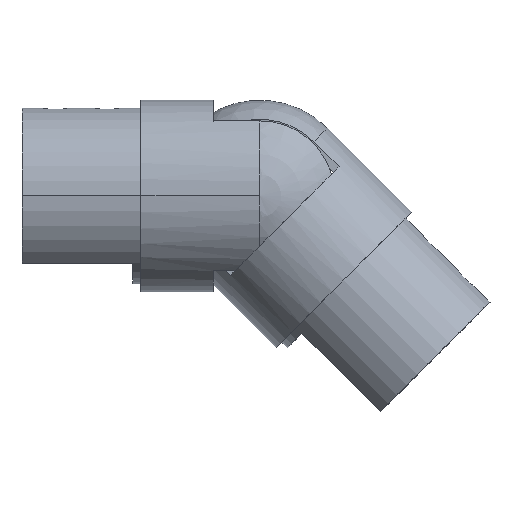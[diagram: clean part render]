
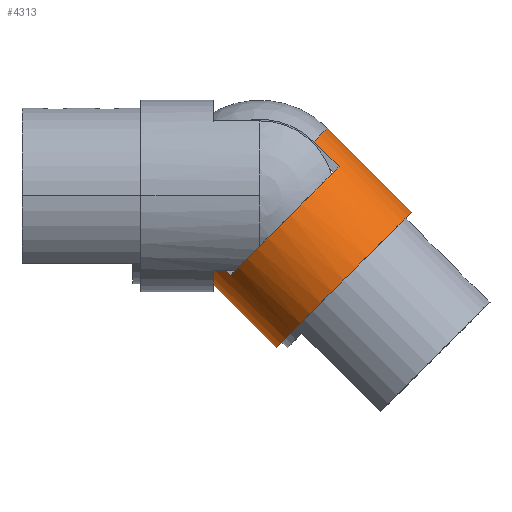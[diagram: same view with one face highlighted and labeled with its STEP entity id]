
A CAD part, top view. The second image highlights one B-rep face of the part: STEP entity #4313.
In plain terms, the highlighted cylindrical face has radius 24.15 mm (diameter 48.3 mm), a partial arc.
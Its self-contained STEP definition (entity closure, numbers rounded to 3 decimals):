
#100 = DIRECTION ( 'NONE',  ( -0.707, 0.707, 0. ) ) ;
#180 = EDGE_CURVE ( 'NONE', #3797, #4792, #1511, .T. ) ;
#266 = CARTESIAN_POINT ( 'NONE',  ( 17.077, 17.077, 0. ) ) ;
#289 = ORIENTED_EDGE ( 'NONE', *, *, #1682, .T. ) ;
#355 = CIRCLE ( 'NONE', #2181, 24.15 ) ;
#632 = CARTESIAN_POINT ( 'NONE',  ( 38.29, -4.137, 0. ) ) ;
#648 = ORIENTED_EDGE ( 'NONE', *, *, #1421, .T. ) ;
#763 = CARTESIAN_POINT ( 'NONE',  ( -7.317, -19.995, 14.5 ) ) ;
#1003 = LINE ( 'NONE', #3505, #2202 ) ;
#1021 = VECTOR ( 'NONE', #5245, 1000. ) ;
#1203 = DIRECTION ( 'NONE',  ( -0.707, -0.707, 0. ) ) ;
#1351 = ORIENTED_EDGE ( 'NONE', *, *, #5808, .T. ) ;
#1421 = EDGE_CURVE ( 'NONE', #3878, #5403, #6704, .T. ) ;
#1511 = CIRCLE ( 'NONE', #6524, 24.15 ) ;
#1520 = AXIS2_PLACEMENT_3D ( 'NONE', #6164, #8078, #4920 ) ;
#1682 = EDGE_CURVE ( 'NONE', #2210, #4306, #1003, .T. ) ;
#1783 = VECTOR ( 'NONE', #2679, 1000. ) ;
#1986 = DIRECTION ( 'NONE',  ( -0.707, -0.707, 0. ) ) ;
#1987 = LINE ( 'NONE', #7692, #1783 ) ;
#2015 = DIRECTION ( 'NONE',  ( 0.707, 0.707, 0. ) ) ;
#2181 = AXIS2_PLACEMENT_3D ( 'NONE', #6290, #100, #1986 ) ;
#2187 = VERTEX_POINT ( 'NONE', #3655 ) ;
#2202 = VECTOR ( 'NONE', #5912, 1000. ) ;
#2210 = VERTEX_POINT ( 'NONE', #6853 ) ;
#2220 = CARTESIAN_POINT ( 'NONE',  ( 0., 0., 0. ) ) ;
#2431 = CARTESIAN_POINT ( 'NONE',  ( 0., 0., 0. ) ) ;
#2467 = CARTESIAN_POINT ( 'NONE',  ( -17.077, -17.077, 0. ) ) ;
#2565 = VERTEX_POINT ( 'NONE', #763 ) ;
#2669 = CARTESIAN_POINT ( 'NONE',  ( 6.339, -6.339, 0. ) ) ;
#2679 = DIRECTION ( 'NONE',  ( -0.707, 0.707, 0. ) ) ;
#2690 = VECTOR ( 'NONE', #6816, 1000. ) ;
#2788 = DIRECTION ( 'NONE',  ( -0.707, 0.707, 0. ) ) ;
#3505 = CARTESIAN_POINT ( 'NONE',  ( 13.656, 13.656, 14.5 ) ) ;
#3655 = CARTESIAN_POINT ( 'NONE',  ( 4.137, -38.29, 0. ) ) ;
#3797 = VERTEX_POINT ( 'NONE', #4338 ) ;
#3878 = VERTEX_POINT ( 'NONE', #632 ) ;
#3930 = ORIENTED_EDGE ( 'NONE', *, *, #5258, .T. ) ;
#4006 = EDGE_CURVE ( 'NONE', #2210, #5403, #7467, .T. ) ;
#4220 = CYLINDRICAL_SURFACE ( 'NONE', #1520, 24.15 ) ;
#4306 = VERTEX_POINT ( 'NONE', #8159 ) ;
#4313 = ADVANCED_FACE ( 'NONE', ( #6083 ), #4220, .T. ) ;
#4338 = CARTESIAN_POINT ( 'NONE',  ( -17.077, -17.077, 0. ) ) ;
#4661 = EDGE_CURVE ( 'NONE', #2187, #3878, #355, .T. ) ;
#4792 = VERTEX_POINT ( 'NONE', #7028 ) ;
#4920 = DIRECTION ( 'NONE',  ( -0.707, -0.707, 0. ) ) ;
#5245 = DIRECTION ( 'NONE',  ( -0.707, 0.707, 0. ) ) ;
#5258 = EDGE_CURVE ( 'NONE', #2565, #4792, #1987, .T. ) ;
#5403 = VERTEX_POINT ( 'NONE', #6015 ) ;
#5600 = AXIS2_PLACEMENT_3D ( 'NONE', #2669, #6481, #2015 ) ;
#5706 = ORIENTED_EDGE ( 'NONE', *, *, #4006, .F. ) ;
#5808 = EDGE_CURVE ( 'NONE', #4306, #2565, #6927, .T. ) ;
#5912 = DIRECTION ( 'NONE',  ( 0.707, -0.707, 0. ) ) ;
#5991 = ORIENTED_EDGE ( 'NONE', *, *, #180, .F. ) ;
#6015 = CARTESIAN_POINT ( 'NONE',  ( 17.077, 17.077, 0. ) ) ;
#6083 = FACE_OUTER_BOUND ( 'NONE', #6402, .T. ) ;
#6164 = CARTESIAN_POINT ( 'NONE',  ( 0., 0., 0. ) ) ;
#6290 = CARTESIAN_POINT ( 'NONE',  ( 21.213, -21.213, 0. ) ) ;
#6335 = EDGE_CURVE ( 'NONE', #2187, #3797, #7481, .T. ) ;
#6402 = EDGE_LOOP ( 'NONE', ( #7182, #648, #5706, #289, #1351, #3930, #5991, #7906 ) ) ;
#6481 = DIRECTION ( 'NONE',  ( 0.707, -0.707, 0. ) ) ;
#6524 = AXIS2_PLACEMENT_3D ( 'NONE', #2220, #2788, #7220 ) ;
#6704 = LINE ( 'NONE', #266, #1021 ) ;
#6816 = DIRECTION ( 'NONE',  ( -0.707, 0.707, 0. ) ) ;
#6853 = CARTESIAN_POINT ( 'NONE',  ( 13.656, 13.656, 14.5 ) ) ;
#6865 = DIRECTION ( 'NONE',  ( -0.707, 0.707, 0. ) ) ;
#6927 = CIRCLE ( 'NONE', #5600, 24.15 ) ;
#7028 = CARTESIAN_POINT ( 'NONE',  ( -13.656, -13.656, 14.5 ) ) ;
#7055 = AXIS2_PLACEMENT_3D ( 'NONE', #2431, #6865, #1203 ) ;
#7182 = ORIENTED_EDGE ( 'NONE', *, *, #4661, .T. ) ;
#7220 = DIRECTION ( 'NONE',  ( -0.707, -0.707, 0. ) ) ;
#7467 = CIRCLE ( 'NONE', #7055, 24.15 ) ;
#7481 = LINE ( 'NONE', #2467, #2690 ) ;
#7692 = CARTESIAN_POINT ( 'NONE',  ( -13.656, -13.656, 14.5 ) ) ;
#7906 = ORIENTED_EDGE ( 'NONE', *, *, #6335, .F. ) ;
#8078 = DIRECTION ( 'NONE',  ( -0.707, 0.707, 0. ) ) ;
#8159 = CARTESIAN_POINT ( 'NONE',  ( 19.995, 7.317, 14.5 ) ) ;
